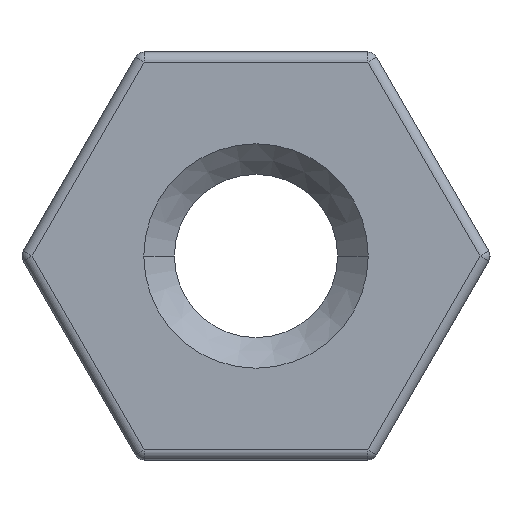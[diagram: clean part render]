
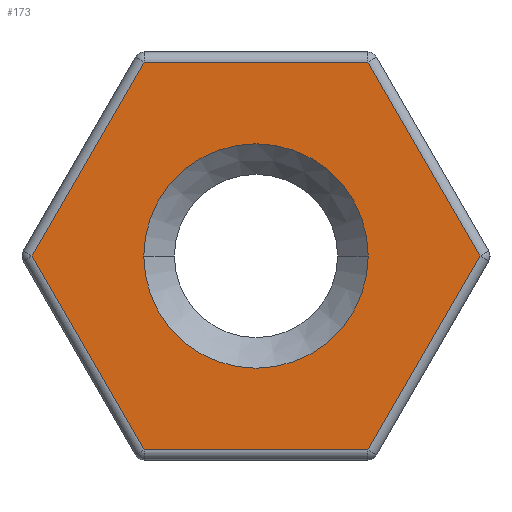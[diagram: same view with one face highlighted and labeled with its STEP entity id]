
A CAD part, left-side view. The second image highlights one B-rep face of the part: STEP entity #173.
In plain terms, the highlighted planar face has unit normal (-1, 0, 0).
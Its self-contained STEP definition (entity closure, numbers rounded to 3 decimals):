
#11 = AXIS2_PLACEMENT_3D ( 'NONE', #881, #791, #790 ) ;
#17 = FACE_OUTER_BOUND ( 'NONE', #134, .T. ) ;
#41 = AXIS2_PLACEMENT_3D ( 'NONE', #1171, #1165, #1164 ) ;
#48 = CARTESIAN_POINT ( 'NONE',  ( 0., 1.645, -0.95 ) ) ;
#59 = LINE ( 'NONE', #1254, #1141 ) ;
#90 = CIRCLE ( 'NONE', #41, 1.1 ) ;
#103 = EDGE_CURVE ( 'NONE', #468, #479, #90, .T. ) ;
#134 = EDGE_LOOP ( 'NONE', ( #377, #535, #697, #308, #502, #659 ) ) ;
#145 = EDGE_LOOP ( 'NONE', ( #232, #474 ) ) ;
#165 = LINE ( 'NONE', #48, #1002 ) ;
#173 = ADVANCED_FACE ( 'NONE', ( #17, #909 ), #1031, .F. ) ;
#189 = EDGE_CURVE ( 'NONE', #489, #707, #970, .T. ) ;
#202 = VERTEX_POINT ( 'NONE', #994 ) ;
#232 = ORIENTED_EDGE ( 'NONE', *, *, #266, .T. ) ;
#266 = EDGE_CURVE ( 'NONE', #479, #468, #1209, .T. ) ;
#280 = EDGE_CURVE ( 'NONE', #564, #440, #165, .T. ) ;
#295 = EDGE_CURVE ( 'NONE', #202, #489, #59, .T. ) ;
#308 = ORIENTED_EDGE ( 'NONE', *, *, #280, .T. ) ;
#320 = LINE ( 'NONE', #1136, #858 ) ;
#331 = EDGE_CURVE ( 'NONE', #722, #564, #382, .T. ) ;
#342 = EDGE_CURVE ( 'NONE', #707, #722, #320, .T. ) ;
#358 = EDGE_CURVE ( 'NONE', #440, #202, #1178, .T. ) ;
#377 = ORIENTED_EDGE ( 'NONE', *, *, #189, .T. ) ;
#382 = LINE ( 'NONE', #1124, #695 ) ;
#440 = VERTEX_POINT ( 'NONE', #873 ) ;
#468 = VERTEX_POINT ( 'NONE', #1032 ) ;
#474 = ORIENTED_EDGE ( 'NONE', *, *, #103, .T. ) ;
#479 = VERTEX_POINT ( 'NONE', #847 ) ;
#489 = VERTEX_POINT ( 'NONE', #839 ) ;
#502 = ORIENTED_EDGE ( 'NONE', *, *, #358, .T. ) ;
#535 = ORIENTED_EDGE ( 'NONE', *, *, #342, .T. ) ;
#564 = VERTEX_POINT ( 'NONE', #807 ) ;
#659 = ORIENTED_EDGE ( 'NONE', *, *, #295, .T. ) ;
#695 = VECTOR ( 'NONE', #1113, 1000. ) ;
#697 = ORIENTED_EDGE ( 'NONE', *, *, #331, .T. ) ;
#707 = VERTEX_POINT ( 'NONE', #755 ) ;
#722 = VERTEX_POINT ( 'NONE', #752 ) ;
#752 = CARTESIAN_POINT ( 'NONE',  ( 0., 1.097, 1.9 ) ) ;
#755 = CARTESIAN_POINT ( 'NONE',  ( 0., -1.097, 1.9 ) ) ;
#782 = DIRECTION ( 'NONE',  ( 0., 1., 0. ) ) ;
#788 = VECTOR ( 'NONE', #916, 1000. ) ;
#790 = DIRECTION ( 'NONE',  ( 0., 1., 0. ) ) ;
#791 = DIRECTION ( 'NONE',  ( 1., 0., 0. ) ) ;
#807 = CARTESIAN_POINT ( 'NONE',  ( 0., 2.194, 0. ) ) ;
#839 = CARTESIAN_POINT ( 'NONE',  ( 0., -2.194, 0. ) ) ;
#847 = CARTESIAN_POINT ( 'NONE',  ( 0., 1.1, 0. ) ) ;
#858 = VECTOR ( 'NONE', #1151, 1000. ) ;
#873 = CARTESIAN_POINT ( 'NONE',  ( 0., 1.097, -1.9 ) ) ;
#881 = CARTESIAN_POINT ( 'NONE',  ( 0., 0., 0. ) ) ;
#909 = FACE_BOUND ( 'NONE', #145, .T. ) ;
#916 = DIRECTION ( 'NONE',  ( 0., 0.5, 0.866 ) ) ;
#923 = DIRECTION ( 'NONE',  ( 1., 0., 0. ) ) ;
#940 = CARTESIAN_POINT ( 'NONE',  ( 0., -1.645, 0.95 ) ) ;
#947 = CARTESIAN_POINT ( 'NONE',  ( 0., 0., 0. ) ) ;
#959 = DIRECTION ( 'NONE',  ( 0., -0.5, -0.866 ) ) ;
#970 = LINE ( 'NONE', #940, #788 ) ;
#994 = CARTESIAN_POINT ( 'NONE',  ( 0., -1.097, -1.9 ) ) ;
#995 = CARTESIAN_POINT ( 'NONE',  ( 0., 0., -1.9 ) ) ;
#1002 = VECTOR ( 'NONE', #959, 1000. ) ;
#1005 = DIRECTION ( 'NONE',  ( 0., -1., 0. ) ) ;
#1013 = VECTOR ( 'NONE', #1005, 1000. ) ;
#1031 = PLANE ( 'NONE',  #11 ) ;
#1032 = CARTESIAN_POINT ( 'NONE',  ( 0., -1.1, 0. ) ) ;
#1059 = AXIS2_PLACEMENT_3D ( 'NONE', #947, #923, #782 ) ;
#1113 = DIRECTION ( 'NONE',  ( 0., 0.5, -0.866 ) ) ;
#1124 = CARTESIAN_POINT ( 'NONE',  ( 0., 1.645, 0.95 ) ) ;
#1136 = CARTESIAN_POINT ( 'NONE',  ( 0., 0., 1.9 ) ) ;
#1141 = VECTOR ( 'NONE', #1202, 1000. ) ;
#1151 = DIRECTION ( 'NONE',  ( 0., 1., 0. ) ) ;
#1164 = DIRECTION ( 'NONE',  ( 0., 1., 0. ) ) ;
#1165 = DIRECTION ( 'NONE',  ( 1., 0., 0. ) ) ;
#1171 = CARTESIAN_POINT ( 'NONE',  ( 0., 0., 0. ) ) ;
#1178 = LINE ( 'NONE', #995, #1013 ) ;
#1202 = DIRECTION ( 'NONE',  ( 0., -0.5, 0.866 ) ) ;
#1209 = CIRCLE ( 'NONE', #1059, 1.1 ) ;
#1254 = CARTESIAN_POINT ( 'NONE',  ( 0., -1.645, -0.95 ) ) ;
